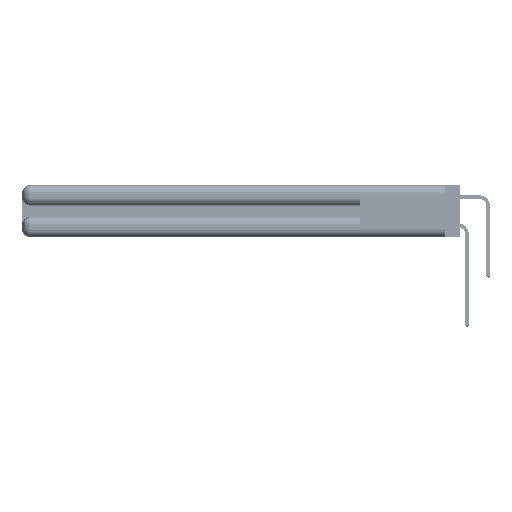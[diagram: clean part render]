
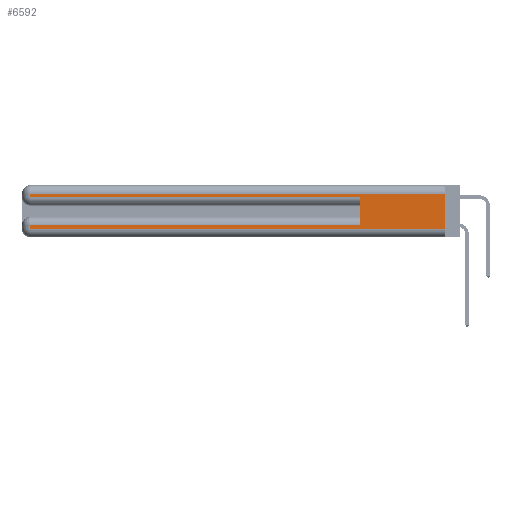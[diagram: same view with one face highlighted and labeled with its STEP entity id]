
A CAD part, left-side view. The second image highlights one B-rep face of the part: STEP entity #6592.
In plain terms, the highlighted planar face has unit normal (-1, 0, 0).
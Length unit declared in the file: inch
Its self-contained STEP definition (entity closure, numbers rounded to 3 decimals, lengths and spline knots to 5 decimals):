
#39 = VERTEX_POINT ( 'NONE', #5176 ) ;
#918 = VERTEX_POINT ( 'NONE', #3352 ) ;
#2508 = LINE ( 'NONE', #40686, #12970 ) ;
#2619 = DIRECTION ( 'NONE',  ( 0., 0., 1. ) ) ;
#3072 = VECTOR ( 'NONE', #2619, 39.37008 ) ;
#3352 = CARTESIAN_POINT ( 'NONE',  ( 0., 2.94, 0.06 ) ) ;
#4774 = DIRECTION ( 'NONE',  ( 1., 0., 0. ) ) ;
#4954 = VECTOR ( 'NONE', #37448, 39.37008 ) ;
#5176 = CARTESIAN_POINT ( 'NONE',  ( 0., 0.6, 0.285 ) ) ;
#5636 = EDGE_CURVE ( 'NONE', #11071, #39, #30029, .T. ) ;
#5717 = CARTESIAN_POINT ( 'NONE',  ( 0., 0., 0.285 ) ) ;
#5796 = EDGE_LOOP ( 'NONE', ( #36292, #33352, #30625, #34874, #14517, #39673, #15838, #33909 ) ) ;
#6592 = ADVANCED_FACE ( 'NONE', ( #41013 ), #24117, .F. ) ;
#6836 = VECTOR ( 'NONE', #45862, 39.37008 ) ;
#7411 = DIRECTION ( 'NONE',  ( 0., 0., -1. ) ) ;
#7783 = DIRECTION ( 'NONE',  ( 0., 1., 0. ) ) ;
#8363 = VECTOR ( 'NONE', #7411, 39.37008 ) ;
#10183 = CARTESIAN_POINT ( 'NONE',  ( 0., 2.94, 0.085 ) ) ;
#11071 = VERTEX_POINT ( 'NONE', #18922 ) ;
#11391 = VERTEX_POINT ( 'NONE', #14249 ) ;
#12504 = VERTEX_POINT ( 'NONE', #23925 ) ;
#12682 = CARTESIAN_POINT ( 'NONE',  ( 0., 0., 0.06 ) ) ;
#12970 = VECTOR ( 'NONE', #20524, 39.37008 ) ;
#13537 = LINE ( 'NONE', #42178, #3072 ) ;
#14249 = CARTESIAN_POINT ( 'NONE',  ( 0., 0.6, 0.085 ) ) ;
#14517 = ORIENTED_EDGE ( 'NONE', *, *, #48335, .F. ) ;
#14839 = VECTOR ( 'NONE', #40941, 39.37008 ) ;
#15249 = VERTEX_POINT ( 'NONE', #19965 ) ;
#15361 = LINE ( 'NONE', #17938, #4954 ) ;
#15838 = ORIENTED_EDGE ( 'NONE', *, *, #39170, .T. ) ;
#16543 = EDGE_CURVE ( 'NONE', #15249, #11071, #2508, .T. ) ;
#17938 = CARTESIAN_POINT ( 'NONE',  ( 0., 0., 0.06 ) ) ;
#18267 = CARTESIAN_POINT ( 'NONE',  ( 0., 0., 0.085 ) ) ;
#18922 = CARTESIAN_POINT ( 'NONE',  ( 0., 2.94, 0.285 ) ) ;
#19382 = EDGE_CURVE ( 'NONE', #12504, #15249, #49940, .T. ) ;
#19532 = VECTOR ( 'NONE', #44932, 39.37008 ) ;
#19965 = CARTESIAN_POINT ( 'NONE',  ( 0., 2.94, 0.31 ) ) ;
#20519 = CARTESIAN_POINT ( 'NONE',  ( 0., 0., 0.37 ) ) ;
#20524 = DIRECTION ( 'NONE',  ( 0., 0., -1. ) ) ;
#21625 = AXIS2_PLACEMENT_3D ( 'NONE', #20519, #4774, #23954 ) ;
#22836 = LINE ( 'NONE', #18267, #6836 ) ;
#23346 = VERTEX_POINT ( 'NONE', #10183 ) ;
#23925 = CARTESIAN_POINT ( 'NONE',  ( 0., 0., 0.31 ) ) ;
#23954 = DIRECTION ( 'NONE',  ( 0., 0., -1. ) ) ;
#24117 = PLANE ( 'NONE',  #21625 ) ;
#27504 = CARTESIAN_POINT ( 'NONE',  ( 0., 0., 0.31 ) ) ;
#27942 = VERTEX_POINT ( 'NONE', #12682 ) ;
#30029 = LINE ( 'NONE', #5717, #19532 ) ;
#30517 = LINE ( 'NONE', #46831, #8363 ) ;
#30625 = ORIENTED_EDGE ( 'NONE', *, *, #16543, .T. ) ;
#33352 = ORIENTED_EDGE ( 'NONE', *, *, #19382, .T. ) ;
#33909 = ORIENTED_EDGE ( 'NONE', *, *, #39904, .T. ) ;
#34874 = ORIENTED_EDGE ( 'NONE', *, *, #5636, .T. ) ;
#36292 = ORIENTED_EDGE ( 'NONE', *, *, #44087, .F. ) ;
#37448 = DIRECTION ( 'NONE',  ( 0., -1., 0. ) ) ;
#39170 = EDGE_CURVE ( 'NONE', #23346, #918, #45664, .T. ) ;
#39673 = ORIENTED_EDGE ( 'NONE', *, *, #46844, .T. ) ;
#39904 = EDGE_CURVE ( 'NONE', #918, #27942, #15361, .T. ) ;
#40684 = VECTOR ( 'NONE', #7783, 39.37008 ) ;
#40686 = CARTESIAN_POINT ( 'NONE',  ( 0., 2.94, 0.37 ) ) ;
#40941 = DIRECTION ( 'NONE',  ( 0., 0., -1. ) ) ;
#41013 = FACE_OUTER_BOUND ( 'NONE', #5796, .T. ) ;
#42178 = CARTESIAN_POINT ( 'NONE',  ( 0., 0.6, 0.145 ) ) ;
#44087 = EDGE_CURVE ( 'NONE', #12504, #27942, #30517, .T. ) ;
#44746 = CARTESIAN_POINT ( 'NONE',  ( 0., 2.94, 0.37 ) ) ;
#44932 = DIRECTION ( 'NONE',  ( 0., -1., 0. ) ) ;
#45664 = LINE ( 'NONE', #44746, #14839 ) ;
#45862 = DIRECTION ( 'NONE',  ( 0., 1., 0. ) ) ;
#46831 = CARTESIAN_POINT ( 'NONE',  ( 0., 0., 0.37 ) ) ;
#46844 = EDGE_CURVE ( 'NONE', #11391, #23346, #22836, .T. ) ;
#48335 = EDGE_CURVE ( 'NONE', #11391, #39, #13537, .T. ) ;
#49940 = LINE ( 'NONE', #27504, #40684 ) ;
